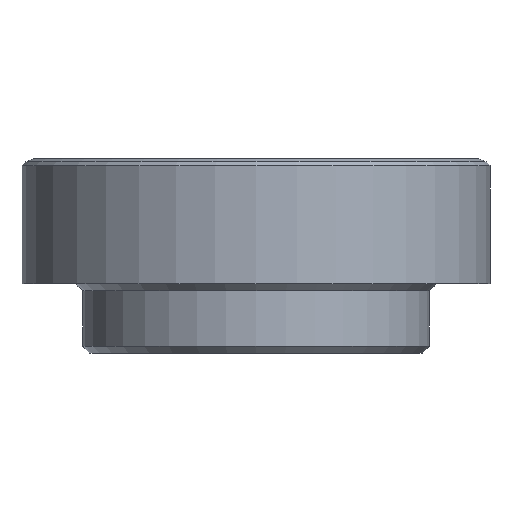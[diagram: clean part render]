
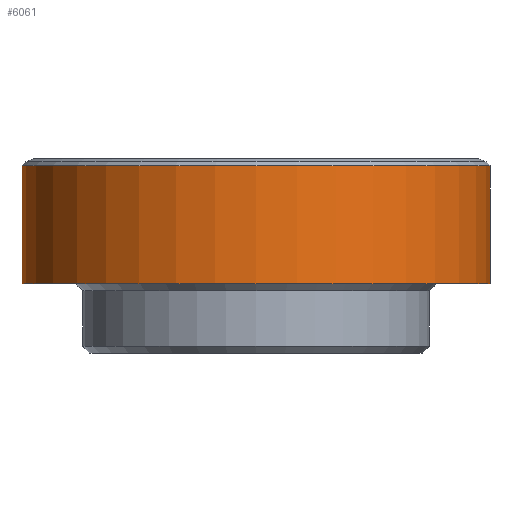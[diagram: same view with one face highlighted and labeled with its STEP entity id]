
A CAD part, front view. The second image highlights one B-rep face of the part: STEP entity #6061.
In plain terms, the highlighted cylindrical face has radius 16.867 mm (diameter 33.733 mm), a full revolution.
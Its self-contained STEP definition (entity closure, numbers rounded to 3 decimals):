
#16=CYLINDRICAL_SURFACE('',#6434,16.867);
#42=CIRCLE('',#6409,16.867);
#46=CIRCLE('',#6423,16.867);
#391=FACE_OUTER_BOUND('',#744,.T.);
#744=EDGE_LOOP('',(#5199,#5200,#5201,#5202));
#1567=LINE('',#9654,#2380);
#2380=VECTOR('',#7952,16.867);
#2866=VERTEX_POINT('',#9594);
#2875=VERTEX_POINT('',#9632);
#3683=EDGE_CURVE('',#2866,#2866,#42,.T.);
#3702=EDGE_CURVE('',#2875,#2875,#46,.T.);
#3712=EDGE_CURVE('',#2875,#2866,#1567,.T.);
#5199=ORIENTED_EDGE('',*,*,#3702,.F.);
#5200=ORIENTED_EDGE('',*,*,#3712,.T.);
#5201=ORIENTED_EDGE('',*,*,#3683,.F.);
#5202=ORIENTED_EDGE('',*,*,#3712,.F.);
#6061=ADVANCED_FACE('',(#391),#16,.T.);
#6409=AXIS2_PLACEMENT_3D('',#9595,#7884,#7885);
#6423=AXIS2_PLACEMENT_3D('',#9633,#7927,#7928);
#6434=AXIS2_PLACEMENT_3D('',#9653,#7950,#7951);
#7884=DIRECTION('center_axis',(0.,0.,1.));
#7885=DIRECTION('ref_axis',(-1.,0.,0.));
#7927=DIRECTION('center_axis',(0.,0.,-1.));
#7928=DIRECTION('ref_axis',(-1.,0.,0.));
#7950=DIRECTION('center_axis',(0.,0.,-1.));
#7951=DIRECTION('ref_axis',(-1.,0.,0.));
#7952=DIRECTION('',(0.,0.,1.));
#9594=CARTESIAN_POINT('',(16.867,0.,-10.5));
#9595=CARTESIAN_POINT('Origin',(0.,0.,-10.5));
#9632=CARTESIAN_POINT('',(16.867,0.,-19.));
#9633=CARTESIAN_POINT('Origin',(0.,0.,-19.));
#9653=CARTESIAN_POINT('Origin',(0.,0.,-10.));
#9654=CARTESIAN_POINT('',(16.867,0.,-10.));
